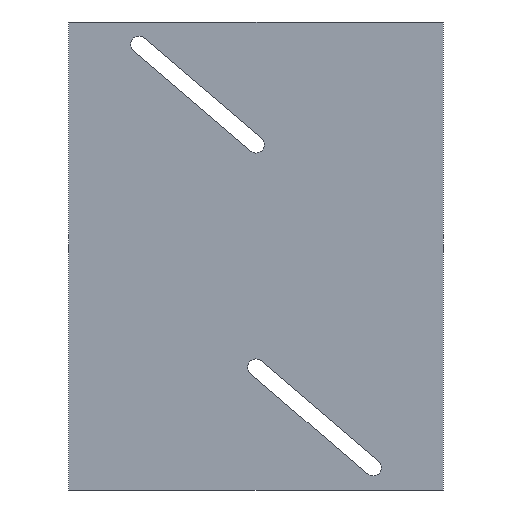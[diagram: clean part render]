
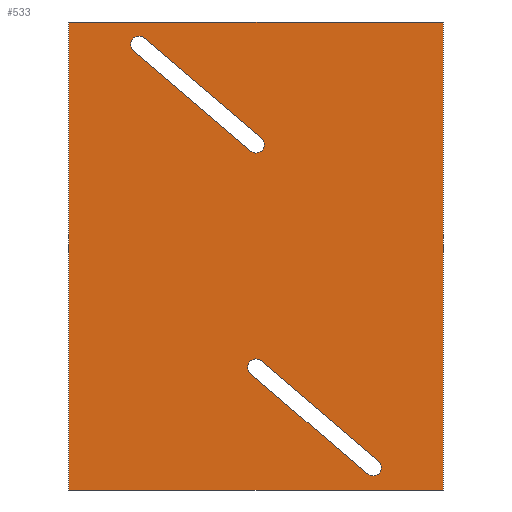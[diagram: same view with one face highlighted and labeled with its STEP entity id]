
A CAD part, front view. The second image highlights one B-rep face of the part: STEP entity #533.
In plain terms, the highlighted planar face has unit normal (0, -1, 0).
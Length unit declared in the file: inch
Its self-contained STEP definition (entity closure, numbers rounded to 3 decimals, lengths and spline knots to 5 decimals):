
#5 = EDGE_CURVE ( 'NONE', #251, #476, #239, .T. ) ;
#12 = CARTESIAN_POINT ( 'NONE',  ( 2., 0., 2.5 ) ) ;
#17 = DIRECTION ( 'NONE',  ( 1., 0., 0. ) ) ;
#24 = CARTESIAN_POINT ( 'NONE',  ( -1.25, 0., 2.35 ) ) ;
#30 = CARTESIAN_POINT ( 'NONE',  ( -1.25, 0., 2.26 ) ) ;
#37 = LINE ( 'NONE', #534, #299 ) ;
#49 = VECTOR ( 'NONE', #237, 39.37008 ) ;
#50 = AXIS2_PLACEMENT_3D ( 'NONE', #30, #325, #426 ) ;
#52 = VECTOR ( 'NONE', #232, 39.37008 ) ;
#69 = PLANE ( 'NONE',  #242 ) ;
#73 = CARTESIAN_POINT ( 'NONE',  ( 1.30853, 0., -2.19163 ) ) ;
#75 = DIRECTION ( 'NONE',  ( 0., 1., 0. ) ) ;
#76 = DIRECTION ( 'NONE',  ( 0., 0., 1. ) ) ;
#82 = ORIENTED_EDGE ( 'NONE', *, *, #367, .T. ) ;
#85 = VERTEX_POINT ( 'NONE', #173 ) ;
#87 = AXIS2_PLACEMENT_3D ( 'NONE', #211, #509, #246 ) ;
#94 = CARTESIAN_POINT ( 'NONE',  ( -2., 0., 2.5 ) ) ;
#100 = ORIENTED_EDGE ( 'NONE', *, *, #283, .F. ) ;
#101 = ORIENTED_EDGE ( 'NONE', *, *, #298, .T. ) ;
#103 = FACE_BOUND ( 'NONE', #215, .T. ) ;
#111 = DIRECTION ( 'NONE',  ( 0., 1., 0. ) ) ;
#114 = AXIS2_PLACEMENT_3D ( 'NONE', #353, #111, #408 ) ;
#120 = EDGE_LOOP ( 'NONE', ( #128, #160, #100, #442 ) ) ;
#128 = ORIENTED_EDGE ( 'NONE', *, *, #5, .F. ) ;
#133 = CIRCLE ( 'NONE', #87, 0.09 ) ;
#141 = VECTOR ( 'NONE', #336, 39.37008 ) ;
#152 = EDGE_CURVE ( 'NONE', #476, #552, #394, .T. ) ;
#153 = CARTESIAN_POINT ( 'NONE',  ( -0.05853, 0., 1.12163 ) ) ;
#154 = VERTEX_POINT ( 'NONE', #401 ) ;
#155 = CARTESIAN_POINT ( 'NONE',  ( 0., 0., 0. ) ) ;
#160 = ORIENTED_EDGE ( 'NONE', *, *, #466, .F. ) ;
#167 = VERTEX_POINT ( 'NONE', #73 ) ;
#173 = CARTESIAN_POINT ( 'NONE',  ( -0.05853, 0., -1.25837 ) ) ;
#175 = VERTEX_POINT ( 'NONE', #247 ) ;
#179 = CARTESIAN_POINT ( 'NONE',  ( 2., 0., -2.5 ) ) ;
#183 = VECTOR ( 'NONE', #290, 39.37008 ) ;
#193 = DIRECTION ( 'NONE',  ( 0., 0., -1. ) ) ;
#196 = CARTESIAN_POINT ( 'NONE',  ( 0., 0., 1.19 ) ) ;
#208 = VECTOR ( 'NONE', #490, 39.37008 ) ;
#210 = CARTESIAN_POINT ( 'NONE',  ( -1.30853, 0., 2.19163 ) ) ;
#211 = CARTESIAN_POINT ( 'NONE',  ( 1.25, 0., -2.26 ) ) ;
#215 = EDGE_LOOP ( 'NONE', ( #82, #253, #400, #302, #548 ) ) ;
#222 = VERTEX_POINT ( 'NONE', #210 ) ;
#225 = CARTESIAN_POINT ( 'NONE',  ( -2., 0., -2.5 ) ) ;
#232 = DIRECTION ( 'NONE',  ( -0.76, 0., 0.65 ) ) ;
#233 = CARTESIAN_POINT ( 'NONE',  ( 0.05853, 0., 1.25837 ) ) ;
#236 = DIRECTION ( 'NONE',  ( 0., 0., 1. ) ) ;
#237 = DIRECTION ( 'NONE',  ( -0.76, 0., 0.65 ) ) ;
#239 = LINE ( 'NONE', #94, #141 ) ;
#241 = VERTEX_POINT ( 'NONE', #382 ) ;
#242 = AXIS2_PLACEMENT_3D ( 'NONE', #155, #454, #193 ) ;
#243 = VECTOR ( 'NONE', #450, 39.37008 ) ;
#246 = DIRECTION ( 'NONE',  ( 0., 0., 1. ) ) ;
#247 = CARTESIAN_POINT ( 'NONE',  ( 0.05853, 0., -1.12163 ) ) ;
#251 = VERTEX_POINT ( 'NONE', #225 ) ;
#252 = EDGE_CURVE ( 'NONE', #558, #335, #282, .T. ) ;
#253 = ORIENTED_EDGE ( 'NONE', *, *, #431, .T. ) ;
#266 = ORIENTED_EDGE ( 'NONE', *, *, #438, .T. ) ;
#275 = VECTOR ( 'NONE', #17, 39.37008 ) ;
#282 = CIRCLE ( 'NONE', #522, 0.09 ) ;
#283 = EDGE_CURVE ( 'NONE', #552, #303, #405, .T. ) ;
#290 = DIRECTION ( 'NONE',  ( 0., 0., -1. ) ) ;
#291 = EDGE_LOOP ( 'NONE', ( #397, #295, #266, #532, #101 ) ) ;
#295 = ORIENTED_EDGE ( 'NONE', *, *, #529, .T. ) ;
#298 = EDGE_CURVE ( 'NONE', #241, #85, #391, .T. ) ;
#299 = VECTOR ( 'NONE', #493, 39.37008 ) ;
#302 = ORIENTED_EDGE ( 'NONE', *, *, #252, .T. ) ;
#303 = VERTEX_POINT ( 'NONE', #179 ) ;
#312 = CARTESIAN_POINT ( 'NONE',  ( 2., 0., 2.5 ) ) ;
#316 = CARTESIAN_POINT ( 'NONE',  ( 0.05853, 0., 1.25837 ) ) ;
#320 = CARTESIAN_POINT ( 'NONE',  ( 0., 0., -1.19 ) ) ;
#321 = DIRECTION ( 'NONE',  ( 0., 1., 0. ) ) ;
#325 = DIRECTION ( 'NONE',  ( 0., 1., 0. ) ) ;
#335 = VERTEX_POINT ( 'NONE', #524 ) ;
#336 = DIRECTION ( 'NONE',  ( 0., 0., 1. ) ) ;
#346 = CARTESIAN_POINT ( 'NONE',  ( -1.25, 0., 2.26 ) ) ;
#353 = CARTESIAN_POINT ( 'NONE',  ( 0., 0., -1.19 ) ) ;
#358 = LINE ( 'NONE', #488, #243 ) ;
#365 = DIRECTION ( 'NONE',  ( 0., 0., 1. ) ) ;
#367 = EDGE_CURVE ( 'NONE', #372, #154, #430, .T. ) ;
#369 = CIRCLE ( 'NONE', #50, 0.09 ) ;
#372 = VERTEX_POINT ( 'NONE', #316 ) ;
#373 = AXIS2_PLACEMENT_3D ( 'NONE', #196, #496, #236 ) ;
#374 = EDGE_CURVE ( 'NONE', #85, #420, #443, .T. ) ;
#376 = LINE ( 'NONE', #153, #52 ) ;
#382 = CARTESIAN_POINT ( 'NONE',  ( 1.19147, 0., -2.32837 ) ) ;
#391 = LINE ( 'NONE', #417, #49 ) ;
#394 = LINE ( 'NONE', #448, #275 ) ;
#397 = ORIENTED_EDGE ( 'NONE', *, *, #374, .T. ) ;
#400 = ORIENTED_EDGE ( 'NONE', *, *, #482, .T. ) ;
#401 = CARTESIAN_POINT ( 'NONE',  ( -0.05853, 0., 1.12163 ) ) ;
#405 = LINE ( 'NONE', #12, #183 ) ;
#407 = CARTESIAN_POINT ( 'NONE',  ( 0., 0., -1.1 ) ) ;
#408 = DIRECTION ( 'NONE',  ( 0., 0., 1. ) ) ;
#417 = CARTESIAN_POINT ( 'NONE',  ( -0.05853, 0., -1.25837 ) ) ;
#420 = VERTEX_POINT ( 'NONE', #407 ) ;
#426 = DIRECTION ( 'NONE',  ( 0., 0., 1. ) ) ;
#427 = LINE ( 'NONE', #233, #208 ) ;
#430 = CIRCLE ( 'NONE', #373, 0.09 ) ;
#431 = EDGE_CURVE ( 'NONE', #154, #222, #376, .T. ) ;
#436 = AXIS2_PLACEMENT_3D ( 'NONE', #320, #75, #365 ) ;
#438 = EDGE_CURVE ( 'NONE', #175, #167, #358, .T. ) ;
#441 = FACE_BOUND ( 'NONE', #291, .T. ) ;
#442 = ORIENTED_EDGE ( 'NONE', *, *, #152, .F. ) ;
#443 = CIRCLE ( 'NONE', #436, 0.09 ) ;
#448 = CARTESIAN_POINT ( 'NONE',  ( -2., 0., 2.5 ) ) ;
#450 = DIRECTION ( 'NONE',  ( 0.76, 0., -0.65 ) ) ;
#454 = DIRECTION ( 'NONE',  ( 0., -1., 0. ) ) ;
#457 = CIRCLE ( 'NONE', #114, 0.09 ) ;
#459 = CARTESIAN_POINT ( 'NONE',  ( -2., 0., 2.5 ) ) ;
#466 = EDGE_CURVE ( 'NONE', #303, #251, #37, .T. ) ;
#476 = VERTEX_POINT ( 'NONE', #459 ) ;
#482 = EDGE_CURVE ( 'NONE', #222, #558, #369, .T. ) ;
#488 = CARTESIAN_POINT ( 'NONE',  ( 0.05853, 0., -1.12163 ) ) ;
#490 = DIRECTION ( 'NONE',  ( 0.76, 0., -0.65 ) ) ;
#491 = EDGE_CURVE ( 'NONE', #167, #241, #133, .T. ) ;
#493 = DIRECTION ( 'NONE',  ( -1., 0., 0. ) ) ;
#496 = DIRECTION ( 'NONE',  ( 0., 1., 0. ) ) ;
#509 = DIRECTION ( 'NONE',  ( 0., 1., 0. ) ) ;
#522 = AXIS2_PLACEMENT_3D ( 'NONE', #346, #321, #76 ) ;
#524 = CARTESIAN_POINT ( 'NONE',  ( -1.19147, 0., 2.32837 ) ) ;
#529 = EDGE_CURVE ( 'NONE', #420, #175, #457, .T. ) ;
#532 = ORIENTED_EDGE ( 'NONE', *, *, #491, .T. ) ;
#533 = ADVANCED_FACE ( 'NONE', ( #441, #103, #538 ), #69, .T. ) ;
#534 = CARTESIAN_POINT ( 'NONE',  ( -2., 0., -2.5 ) ) ;
#538 = FACE_OUTER_BOUND ( 'NONE', #120, .T. ) ;
#543 = EDGE_CURVE ( 'NONE', #335, #372, #427, .T. ) ;
#548 = ORIENTED_EDGE ( 'NONE', *, *, #543, .T. ) ;
#552 = VERTEX_POINT ( 'NONE', #312 ) ;
#558 = VERTEX_POINT ( 'NONE', #24 ) ;
